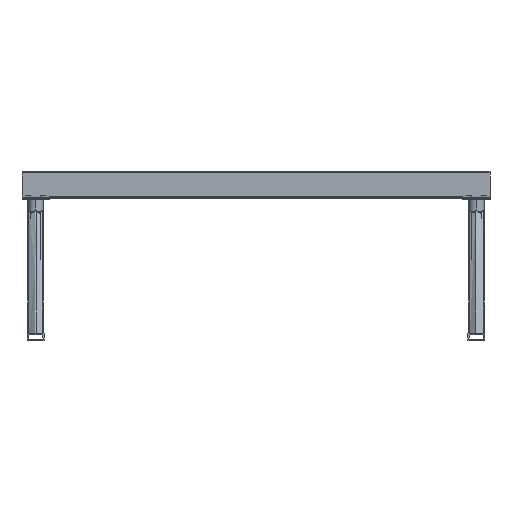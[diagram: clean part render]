
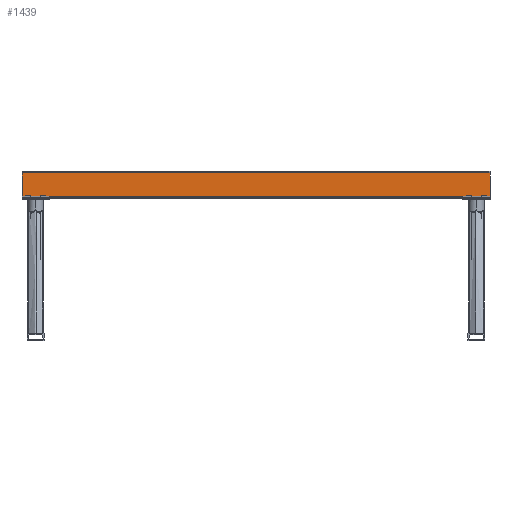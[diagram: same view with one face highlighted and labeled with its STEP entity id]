
A CAD part, left-side view. The second image highlights one B-rep face of the part: STEP entity #1439.
In plain terms, the highlighted planar face has unit normal (-1, 0, 0).
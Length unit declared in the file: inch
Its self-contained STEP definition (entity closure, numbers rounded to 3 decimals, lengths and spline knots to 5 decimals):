
#21 = CARTESIAN_POINT ( 'NONE',  ( 22.10008, 53.62027, -90.64917 ) ) ;
#33 = ORIENTED_EDGE ( 'NONE', *, *, #3007, .T. ) ;
#191 = DIRECTION ( 'NONE',  ( 0., 0., 1. ) ) ;
#380 = DIRECTION ( 'NONE',  ( 0., 1., 0. ) ) ;
#570 = DIRECTION ( 'NONE',  ( 0., 0., 1. ) ) ;
#1098 = LINE ( 'NONE', #6509, #8476 ) ;
#1238 = LINE ( 'NONE', #1951, #8757 ) ;
#1270 = PLANE ( 'NONE',  #8454 ) ;
#1318 = DIRECTION ( 'NONE',  ( 0., -1., 0. ) ) ;
#1439 = ADVANCED_FACE ( 'NONE', ( #7437 ), #1270, .F. ) ;
#1601 = VECTOR ( 'NONE', #191, 39.37008 ) ;
#1951 = CARTESIAN_POINT ( 'NONE',  ( 22.10008, 53.62027, -90.64917 ) ) ;
#2043 = DIRECTION ( 'NONE',  ( 0., 1., 0. ) ) ;
#2639 = EDGE_CURVE ( 'NONE', #6005, #8673, #3980, .T. ) ;
#2792 = CARTESIAN_POINT ( 'NONE',  ( 22.10008, 53.62027, -90.64917 ) ) ;
#3007 = EDGE_CURVE ( 'NONE', #8673, #3610, #1098, .T. ) ;
#3347 = VECTOR ( 'NONE', #570, 39.37008 ) ;
#3610 = VERTEX_POINT ( 'NONE', #6083 ) ;
#3980 = LINE ( 'NONE', #4696, #3347 ) ;
#4696 = CARTESIAN_POINT ( 'NONE',  ( 22.10008, 53.62027, -90.64917 ) ) ;
#5160 = EDGE_CURVE ( 'NONE', #6005, #6824, #1238, .T. ) ;
#5314 = CARTESIAN_POINT ( 'NONE',  ( 22.10008, 53.62027, 47.35083 ) ) ;
#6005 = VERTEX_POINT ( 'NONE', #2792 ) ;
#6083 = CARTESIAN_POINT ( 'NONE',  ( 22.10008, 60.62027, 47.35083 ) ) ;
#6180 = LINE ( 'NONE', #6979, #1601 ) ;
#6509 = CARTESIAN_POINT ( 'NONE',  ( 22.10008, 53.62027, 47.35083 ) ) ;
#6824 = VERTEX_POINT ( 'NONE', #7557 ) ;
#6893 = ORIENTED_EDGE ( 'NONE', *, *, #2639, .T. ) ;
#6934 = EDGE_CURVE ( 'NONE', #6824, #3610, #6180, .T. ) ;
#6979 = CARTESIAN_POINT ( 'NONE',  ( 22.10008, 60.62027, -90.64917 ) ) ;
#7094 = EDGE_LOOP ( 'NONE', ( #33, #7623, #8653, #6893 ) ) ;
#7437 = FACE_OUTER_BOUND ( 'NONE', #7094, .T. ) ;
#7557 = CARTESIAN_POINT ( 'NONE',  ( 22.10008, 60.62027, -90.64917 ) ) ;
#7623 = ORIENTED_EDGE ( 'NONE', *, *, #6934, .F. ) ;
#8152 = DIRECTION ( 'NONE',  ( 1., 0., 0. ) ) ;
#8454 = AXIS2_PLACEMENT_3D ( 'NONE', #21, #8152, #1318 ) ;
#8476 = VECTOR ( 'NONE', #380, 39.37008 ) ;
#8653 = ORIENTED_EDGE ( 'NONE', *, *, #5160, .F. ) ;
#8673 = VERTEX_POINT ( 'NONE', #5314 ) ;
#8757 = VECTOR ( 'NONE', #2043, 39.37008 ) ;
